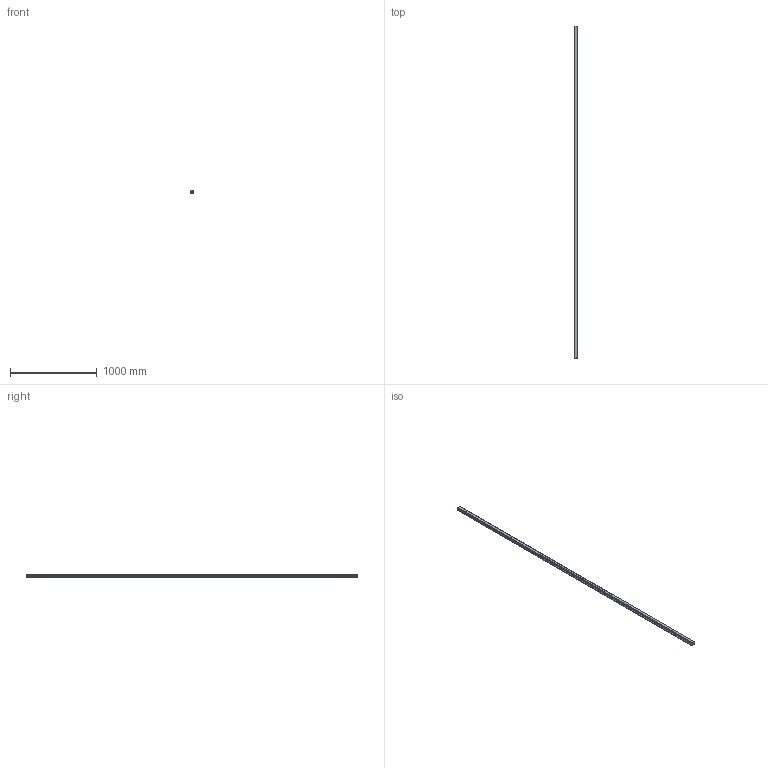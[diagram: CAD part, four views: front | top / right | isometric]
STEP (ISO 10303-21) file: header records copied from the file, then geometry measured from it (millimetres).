
FILE_DESCRIPTION(('STEP AP214'),'1');
FILE_NAME('cctmp_45310F42-8349-48B0-BE57-58784DF40BA1_2021_02_01_10_42_40_0019..stp','2021-02-01T09:42:40',('HIWIN GmbH'),('CADClick - www.CADClick.com'),'Spatial InterOp 3D',' ','unknown authorization');
FILE_SCHEMA(('AUTOMOTIVE_DESIGN'));
Length unit declared in the file: millimetre
Products named in the file (1): HGR45T3830C_FILE
Bounding box: 45 x 3830 x 38 mm (x, y, z)
Volume: 5362551.9 mm3; surface area: 693314.9 mm2
Topology: 1 solids, 1 shells, 245 faces, 643 edges, 367 vertices
Faces by surface type: plane 93, cylinder 78, cone 74
Entity records: 8907 total; most frequent: DIRECTION 1217, CARTESIAN_POINT 1182, ORIENTED_EDGE 1138, EDGE_CURVE 569, LINE 413, VECTOR 413, AXIS2_PLACEMENT_3D 402, VERTEX_POINT 367
